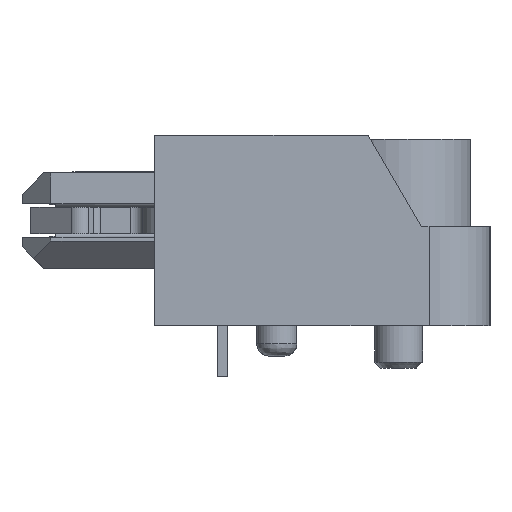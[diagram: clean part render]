
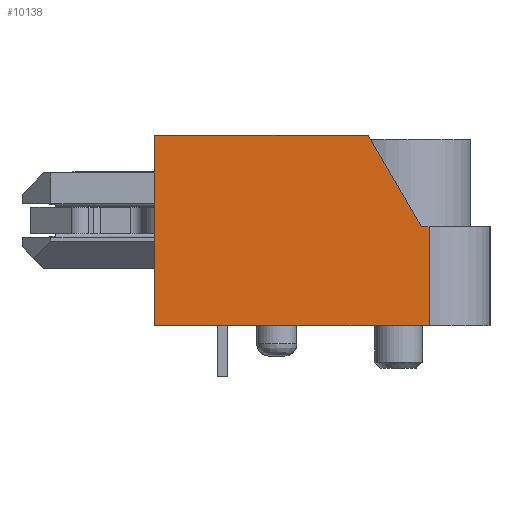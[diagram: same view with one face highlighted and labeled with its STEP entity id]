
A CAD part, left-side view. The second image highlights one B-rep face of the part: STEP entity #10138.
In plain terms, the highlighted planar face has unit normal (-1, 0, 0).
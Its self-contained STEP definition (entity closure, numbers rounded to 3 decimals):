
#825=FACE_OUTER_BOUND($,#1391,.T.);
#1391=EDGE_LOOP($,(#8431,#8432,#8433,#8434,#8435,#8436));
#2333=LINE($,#15912,#3538);
#2409=LINE($,#16095,#3614);
#2530=LINE($,#16348,#3735);
#2531=LINE($,#16350,#3736);
#2532=LINE($,#16351,#3737);
#2533=LINE($,#16352,#3738);
#3538=VECTOR($,#12954,6.25);
#3614=VECTOR($,#13110,9.);
#3735=VECTOR($,#13289,0.25);
#3736=VECTOR($,#13290,3.473);
#3737=VECTOR($,#13291,7.);
#3738=VECTOR($,#13292,3.25);
#4638=VERTEX_POINT($,#15909);
#4639=VERTEX_POINT($,#15911);
#4706=VERTEX_POINT($,#16093);
#4808=VERTEX_POINT($,#16346);
#4809=VERTEX_POINT($,#16347);
#4810=VERTEX_POINT($,#16349);
#5880=EDGE_CURVE($,#4638,#4639,#2333,.T.);
#5975=EDGE_CURVE($,#4638,#4706,#2409,.T.);
#6105=EDGE_CURVE($,#4808,#4809,#2530,.T.);
#6106=EDGE_CURVE($,#4810,#4808,#2531,.T.);
#6107=EDGE_CURVE($,#4639,#4810,#2532,.T.);
#6108=EDGE_CURVE($,#4706,#4809,#2533,.T.);
#8431=ORIENTED_EDGE($,*,*,#6105,.F.);
#8432=ORIENTED_EDGE($,*,*,#6106,.F.);
#8433=ORIENTED_EDGE($,*,*,#6107,.F.);
#8434=ORIENTED_EDGE($,*,*,#5880,.F.);
#8435=ORIENTED_EDGE($,*,*,#5975,.T.);
#8436=ORIENTED_EDGE($,*,*,#6108,.T.);
#9616=PLANE($,#10954);
#10138=ADVANCED_FACE($,(#825),#9616,.F.);
#10954=AXIS2_PLACEMENT_3D($,#16345,#13287,#13288);
#12954=DIRECTION($,(0.,0.,1.));
#13110=DIRECTION($,(0.,-1.,0.));
#13287=DIRECTION('center_axis',(1.,0.,0.));
#13288=DIRECTION('ref_axis',(0.,1.,0.));
#13289=DIRECTION($,(0.,-1.,0.));
#13290=DIRECTION($,(0.,-0.504,-0.864));
#13291=DIRECTION($,(0.,-1.,0.));
#13292=DIRECTION($,(0.,0.,1.));
#15909=CARTESIAN_POINT('',(-26.5,3.69,0.));
#15911=CARTESIAN_POINT('',(-26.5,3.69,6.25));
#15912=CARTESIAN_POINT($,(-26.5,3.69,0.));
#16093=CARTESIAN_POINT('',(-26.5,-5.31,0.));
#16095=CARTESIAN_POINT($,(-26.5,3.69,0.));
#16345=CARTESIAN_POINT('Origin',(-26.5,-5.76,6.563));
#16346=CARTESIAN_POINT('',(-26.5,-5.06,3.25));
#16347=CARTESIAN_POINT('',(-26.5,-5.31,3.25));
#16348=CARTESIAN_POINT($,(-26.5,-5.06,3.25));
#16349=CARTESIAN_POINT('',(-26.5,-3.31,6.25));
#16350=CARTESIAN_POINT($,(-26.5,-3.31,6.25));
#16351=CARTESIAN_POINT($,(-26.5,3.69,6.25));
#16352=CARTESIAN_POINT($,(-26.5,-5.31,0.));
